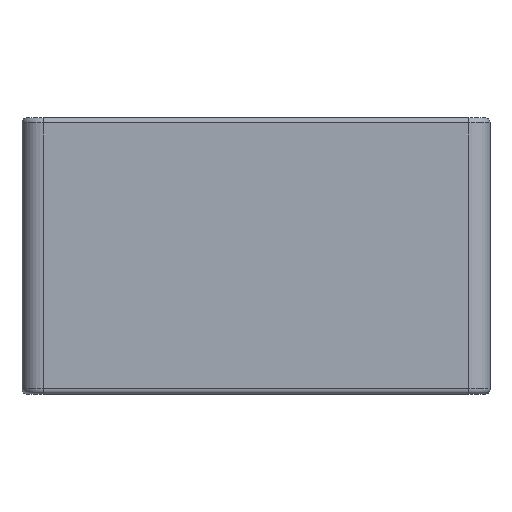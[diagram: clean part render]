
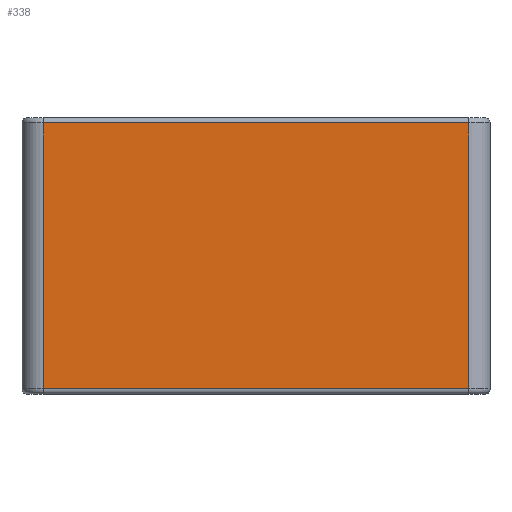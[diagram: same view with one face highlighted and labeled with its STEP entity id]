
A CAD part, top view. The second image highlights one B-rep face of the part: STEP entity #338.
In plain terms, the highlighted planar face has unit normal (0, 0, 1).
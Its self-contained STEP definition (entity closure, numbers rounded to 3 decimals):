
#299=CARTESIAN_POINT('',(-54.,-60.5,7.));
#300=DIRECTION('',(0.,0.,-1.));
#301=DIRECTION('',(-1.,0.,0.));
#302=AXIS2_PLACEMENT_3D('',#299,#300,#301);
#303=PLANE('',#302);
#304=CARTESIAN_POINT('',(-32.,13.,7.));
#305=VERTEX_POINT('',#304);
#306=CARTESIAN_POINT('',(-32.,-12.,7.));
#307=VERTEX_POINT('',#306);
#308=CARTESIAN_POINT('',(-32.,13.,7.));
#309=DIRECTION('',(0.,-1.,-0.));
#310=VECTOR('',#309,25.);
#311=LINE('',#308,#310);
#312=EDGE_CURVE('',#305,#307,#311,.T.);
#313=ORIENTED_EDGE('',*,*,#312,.T.);
#314=CARTESIAN_POINT('',(8.,-12.,7.));
#315=VERTEX_POINT('',#314);
#316=CARTESIAN_POINT('',(-32.,-12.,7.));
#317=DIRECTION('',(1.,-0.,-0.));
#318=VECTOR('',#317,40.);
#319=LINE('',#316,#318);
#320=EDGE_CURVE('',#307,#315,#319,.T.);
#321=ORIENTED_EDGE('',*,*,#320,.T.);
#322=CARTESIAN_POINT('',(8.,13.,7.));
#323=VERTEX_POINT('',#322);
#324=CARTESIAN_POINT('',(8.,-12.,7.));
#325=DIRECTION('',(-0.,1.,0.));
#326=VECTOR('',#325,25.);
#327=LINE('',#324,#326);
#328=EDGE_CURVE('',#315,#323,#327,.T.);
#329=ORIENTED_EDGE('',*,*,#328,.T.);
#330=CARTESIAN_POINT('',(8.,13.,7.));
#331=DIRECTION('',(-1.,0.,0.));
#332=VECTOR('',#331,40.);
#333=LINE('',#330,#332);
#334=EDGE_CURVE('',#323,#305,#333,.T.);
#335=ORIENTED_EDGE('',*,*,#334,.T.);
#336=EDGE_LOOP('',(#313,#321,#329,#335));
#337=FACE_BOUND('',#336,.T.);
#338=ADVANCED_FACE('',(#337),#303,.F.);
